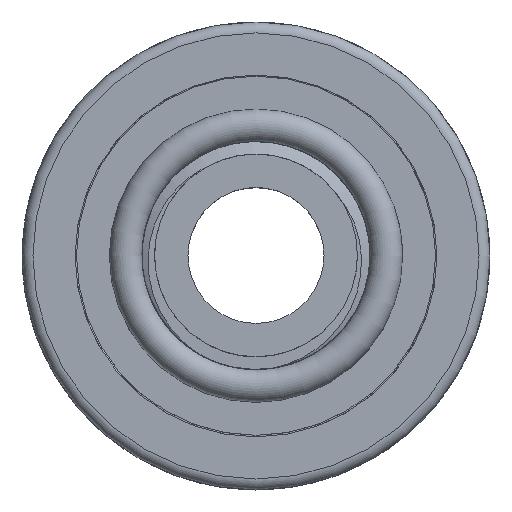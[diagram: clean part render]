
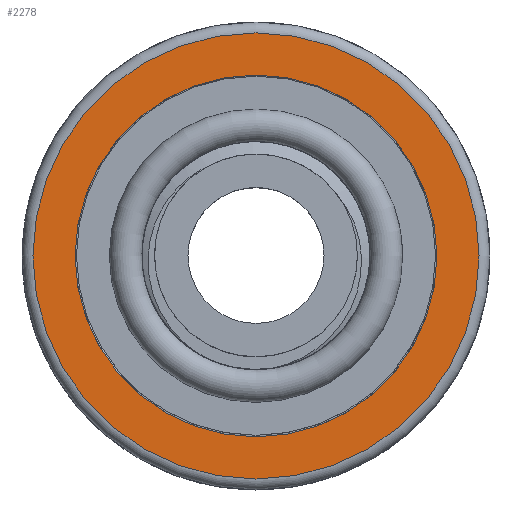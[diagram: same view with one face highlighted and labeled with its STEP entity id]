
A CAD part, top view. The second image highlights one B-rep face of the part: STEP entity #2278.
In plain terms, the highlighted planar face has unit normal (0, 0, 1).
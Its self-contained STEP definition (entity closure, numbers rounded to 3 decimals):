
#2278=ADVANCED_FACE('',(#5671,#5672),#3622,.T.);
#3622=PLANE('',#28972);
#5671=FACE_BOUND('',#6270,.T.);
#5672=FACE_BOUND('',#6271,.T.);
#6270=EDGE_LOOP('',(#10126));
#6271=EDGE_LOOP('',(#10127));
#7520=CIRCLE('',#28970,16.625);
#7521=CIRCLE('',#28971,20.5);
#10126=ORIENTED_EDGE('',*,*,#19866,.T.);
#10127=ORIENTED_EDGE('',*,*,#19867,.T.);
#16782=VERTEX_POINT('',#45418);
#16783=VERTEX_POINT('',#45420);
#19866=EDGE_CURVE('',#16782,#16782,#7520,.T.);
#19867=EDGE_CURVE('',#16783,#16783,#7521,.T.);
#28970=AXIS2_PLACEMENT_3D('',#45417,#31571,#31572);
#28971=AXIS2_PLACEMENT_3D('',#45419,#31573,#31574);
#28972=AXIS2_PLACEMENT_3D('',#45421,#31575,#31576);
#31571=DIRECTION('',(0.,0.,-1.));
#31572=DIRECTION('',(1.,0.,0.));
#31573=DIRECTION('',(0.,0.,1.));
#31574=DIRECTION('',(1.,0.,0.));
#31575=DIRECTION('',(0.,0.,1.));
#31576=DIRECTION('',(1.,0.,0.));
#45417=CARTESIAN_POINT('',(-10.,-8.,13.1));
#45418=CARTESIAN_POINT('',(6.624,-8.,13.1));
#45419=CARTESIAN_POINT('',(-10.,-8.,13.1));
#45420=CARTESIAN_POINT('',(10.5,-8.,13.1));
#45421=CARTESIAN_POINT('',(-10.,-8.,13.1));
